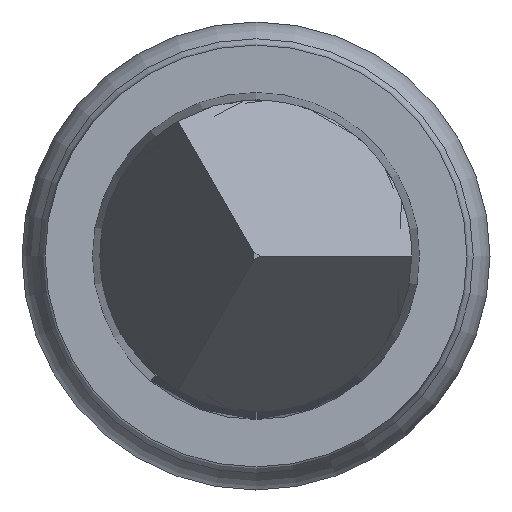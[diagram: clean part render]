
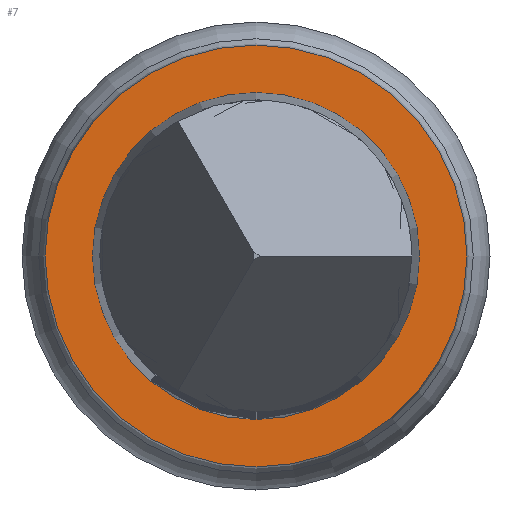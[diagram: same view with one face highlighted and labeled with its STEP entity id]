
A CAD part, left-side view. The second image highlights one B-rep face of the part: STEP entity #7.
In plain terms, the highlighted planar face has unit normal (-1, 0, 0).
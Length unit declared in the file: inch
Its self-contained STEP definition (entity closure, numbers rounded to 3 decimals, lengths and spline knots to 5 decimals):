
#7 = ADVANCED_FACE ( 'NONE', ( #530, #203 ), #49, .F. ) ;
#14 = CARTESIAN_POINT ( 'NONE',  ( 0., 0., 0. ) ) ;
#47 = CARTESIAN_POINT ( 'NONE',  ( 0., 0., -0.02425 ) ) ;
#49 = PLANE ( 'NONE',  #285 ) ;
#90 = EDGE_LOOP ( 'NONE', ( #667 ) ) ;
#113 = DIRECTION ( 'NONE',  ( 1., 0., 0. ) ) ;
#189 = VERTEX_POINT ( 'NONE', #363 ) ;
#199 = CARTESIAN_POINT ( 'NONE',  ( 0., 0., 0. ) ) ;
#203 = FACE_OUTER_BOUND ( 'NONE', #299, .T. ) ;
#237 = AXIS2_PLACEMENT_3D ( 'NONE', #199, #685, #261 ) ;
#259 = DIRECTION ( 'NONE',  ( 1., 0., 0. ) ) ;
#261 = DIRECTION ( 'NONE',  ( 0., 0., -1. ) ) ;
#267 = AXIS2_PLACEMENT_3D ( 'NONE', #14, #113, #635 ) ;
#285 = AXIS2_PLACEMENT_3D ( 'NONE', #311, #259, #473 ) ;
#288 = CIRCLE ( 'NONE', #267, 0.02425 ) ;
#299 = EDGE_LOOP ( 'NONE', ( #370 ) ) ;
#311 = CARTESIAN_POINT ( 'NONE',  ( 0., 0.02725, 0. ) ) ;
#363 = CARTESIAN_POINT ( 'NONE',  ( 0., 0., -0.01879 ) ) ;
#370 = ORIENTED_EDGE ( 'NONE', *, *, #610, .F. ) ;
#447 = EDGE_CURVE ( 'NONE', #189, #189, #455, .T. ) ;
#455 = CIRCLE ( 'NONE', #237, 0.01879 ) ;
#473 = DIRECTION ( 'NONE',  ( 0., 0., -1. ) ) ;
#525 = VERTEX_POINT ( 'NONE', #47 ) ;
#530 = FACE_BOUND ( 'NONE', #90, .T. ) ;
#610 = EDGE_CURVE ( 'NONE', #525, #525, #288, .T. ) ;
#635 = DIRECTION ( 'NONE',  ( 0., 0., -1. ) ) ;
#667 = ORIENTED_EDGE ( 'NONE', *, *, #447, .T. ) ;
#685 = DIRECTION ( 'NONE',  ( 1., 0., 0. ) ) ;
